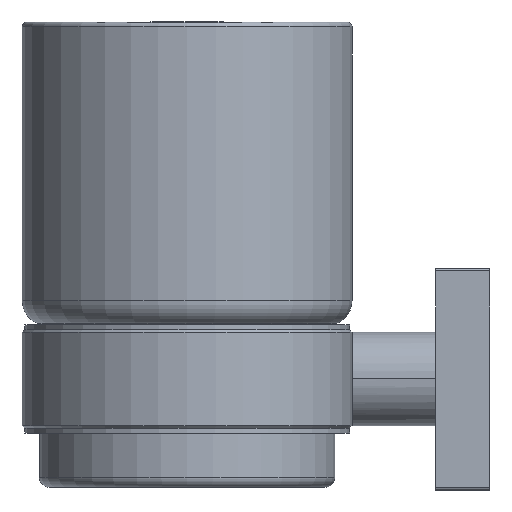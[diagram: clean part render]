
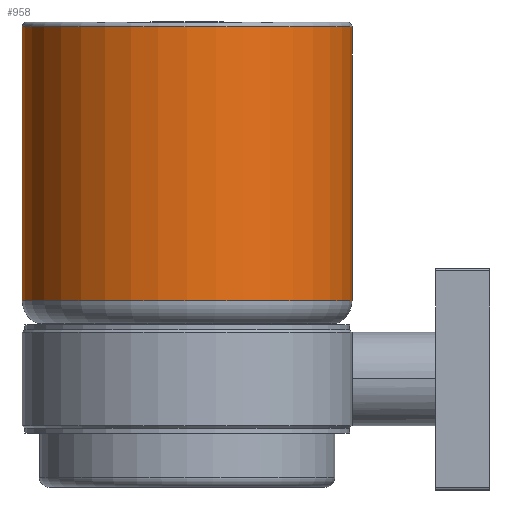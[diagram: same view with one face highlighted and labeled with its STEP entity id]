
A CAD part, left-side view. The second image highlights one B-rep face of the part: STEP entity #958.
In plain terms, the highlighted cylindrical face has radius 33.5 mm (diameter 67 mm), a partial arc.
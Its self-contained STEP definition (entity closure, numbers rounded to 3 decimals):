
#943 = EDGE_CURVE ( 'NONE', #3637, #3640, #4078, .T. ) ;
#958 = ADVANCED_FACE ( 'NONE', ( #4806 ), #4783, .T. ) ;
#985 = EDGE_CURVE ( 'NONE', #3638, #3618, #4218, .T. ) ;
#1040 = EDGE_CURVE ( 'NONE', #3640, #3618, #1653, .T. ) ;
#1050 = EDGE_CURVE ( 'NONE', #3637, #3638, #1549, .T. ) ;
#1359 = DIRECTION ( 'NONE',  ( 0., 1., 0. ) ) ;
#1394 = AXIS2_PLACEMENT_3D ( 'NONE', #3540, #3536, #3535 ) ;
#1545 = CARTESIAN_POINT ( 'NONE',  ( 0., 0., -33.5 ) ) ;
#1549 = LINE ( 'NONE', #1545, #4694 ) ;
#1651 = DIRECTION ( 'NONE',  ( 0., 1., 0. ) ) ;
#1652 = CARTESIAN_POINT ( 'NONE',  ( 0., 0., 33.5 ) ) ;
#1653 = LINE ( 'NONE', #1652, #4685 ) ;
#1879 = DIRECTION ( 'NONE',  ( 0., 0., 1. ) ) ;
#1880 = DIRECTION ( 'NONE',  ( 0., 1., 0. ) ) ;
#1881 = CARTESIAN_POINT ( 'NONE',  ( 0., 44.107, 0. ) ) ;
#1963 = DIRECTION ( 'NONE',  ( 0., 0., 1. ) ) ;
#1964 = DIRECTION ( 'NONE',  ( 0., 1., 0. ) ) ;
#1965 = CARTESIAN_POINT ( 'NONE',  ( 0., 0., 0. ) ) ;
#2019 = CARTESIAN_POINT ( 'NONE',  ( 0., -11.493, 33.5 ) ) ;
#2021 = CARTESIAN_POINT ( 'NONE',  ( 0., 44.107, -33.5 ) ) ;
#2022 = CARTESIAN_POINT ( 'NONE',  ( 0., -11.493, -33.5 ) ) ;
#2041 = CARTESIAN_POINT ( 'NONE',  ( 0., 44.107, 33.5 ) ) ;
#3176 = ORIENTED_EDGE ( 'NONE', *, *, #1040, .T. ) ;
#3177 = ORIENTED_EDGE ( 'NONE', *, *, #943, .T. ) ;
#3178 = ORIENTED_EDGE ( 'NONE', *, *, #1050, .F. ) ;
#3180 = ORIENTED_EDGE ( 'NONE', *, *, #985, .F. ) ;
#3535 = DIRECTION ( 'NONE',  ( 0., 0., 1. ) ) ;
#3536 = DIRECTION ( 'NONE',  ( 0., 1., 0. ) ) ;
#3540 = CARTESIAN_POINT ( 'NONE',  ( 0., -11.493, 0. ) ) ;
#3618 = VERTEX_POINT ( 'NONE', #2041 ) ;
#3637 = VERTEX_POINT ( 'NONE', #2022 ) ;
#3638 = VERTEX_POINT ( 'NONE', #2021 ) ;
#3640 = VERTEX_POINT ( 'NONE', #2019 ) ;
#3867 = EDGE_LOOP ( 'NONE', ( #3178, #3177, #3176, #3180 ) ) ;
#4078 = CIRCLE ( 'NONE', #1394, 33.5 ) ;
#4218 = CIRCLE ( 'NONE', #4760, 33.5 ) ;
#4685 = VECTOR ( 'NONE', #1651, 1000. ) ;
#4694 = VECTOR ( 'NONE', #1359, 1000. ) ;
#4760 = AXIS2_PLACEMENT_3D ( 'NONE', #1881, #1880, #1879 ) ;
#4783 = CYLINDRICAL_SURFACE ( 'NONE', #4826, 33.5 ) ;
#4806 = FACE_OUTER_BOUND ( 'NONE', #3867, .T. ) ;
#4826 = AXIS2_PLACEMENT_3D ( 'NONE', #1965, #1964, #1963 ) ;
